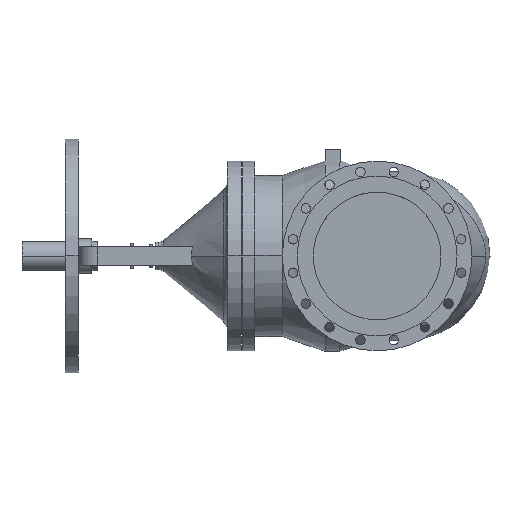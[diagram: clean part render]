
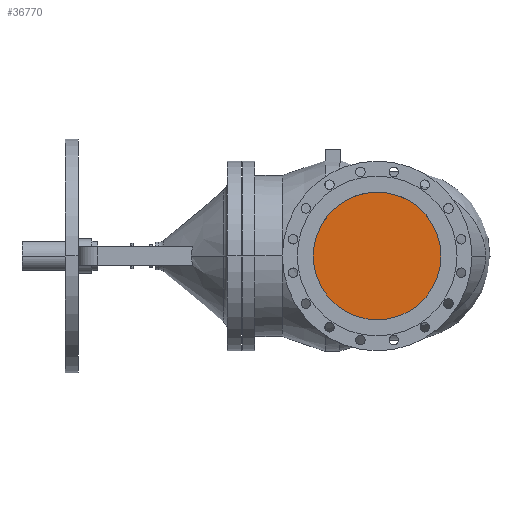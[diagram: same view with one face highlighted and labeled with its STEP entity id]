
A CAD part, left-side view. The second image highlights one B-rep face of the part: STEP entity #36770.
In plain terms, the highlighted planar face has unit normal (-1, 0, 0).
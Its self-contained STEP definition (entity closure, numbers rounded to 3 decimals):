
#22730=CARTESIAN_POINT('',(1.,-175.,0.));
#22740=VERTEX_POINT('',#22730);
#22770=CARTESIAN_POINT('',(1.,0.,0.));
#22780=DIRECTION('',(-1.,0.,0.));
#22790=DIRECTION('',(0.,1.,0.));
#22800=AXIS2_PLACEMENT_3D('',#22770,#22780,#22790);
#22810=CIRCLE('',#22800,175.);
#22820=CARTESIAN_POINT('',(1.,175.,0.));
#22830=VERTEX_POINT('',#22820);
#22840=EDGE_CURVE('',#22740,#22830,#22810,.T.);
#36670=CARTESIAN_POINT('',(1.,87.5,0.));
#36680=DIRECTION('',(1.,0.,0.));
#36690=DIRECTION('',(0.,-1.,0.));
#36700=AXIS2_PLACEMENT_3D('',#36670,#36680,#36690);
#36710=PLANE('',#36700);
#36720=EDGE_CURVE('',#22830,#22740,#22810,.T.);
#36730=ORIENTED_EDGE('',*,*,#36720,.T.);
#36740=ORIENTED_EDGE('',*,*,#22840,.T.);
#36750=EDGE_LOOP('',(#36740,#36730));
#36760=FACE_OUTER_BOUND('',#36750,.T.);
#36770=ADVANCED_FACE('',(#36760),#36710,.F.);
